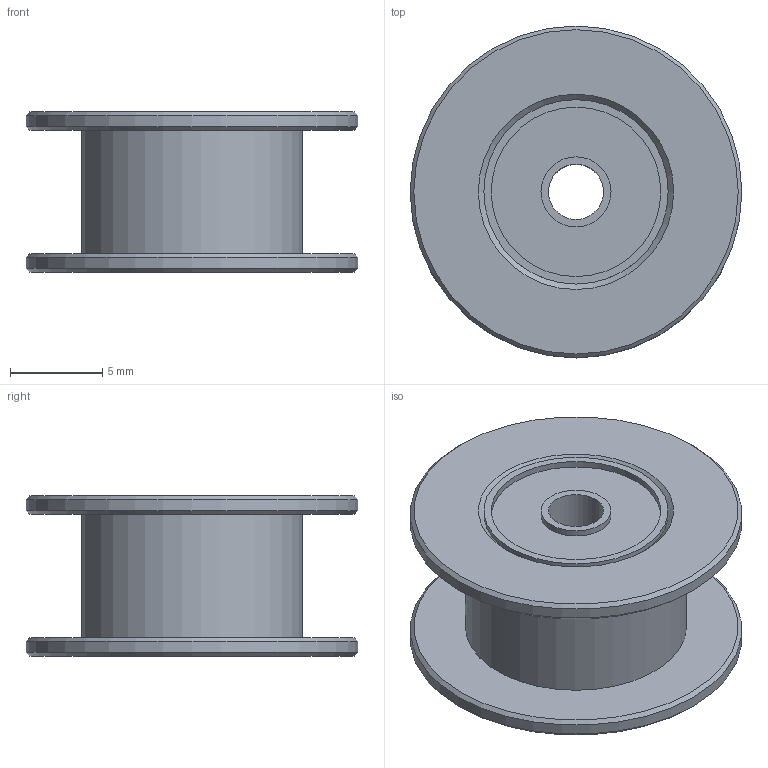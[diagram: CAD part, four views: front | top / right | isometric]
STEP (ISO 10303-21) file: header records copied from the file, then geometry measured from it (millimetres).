
FILE_DESCRIPTION(/* description */ (''),/* implementation_level */ '2;1');
FILE_NAME(/* name */ '2GT 5mm 0.stp',/* time_stamp */ '2020-11-19T20:14:29+03:00',/* author */ ('Max'),/* organization */ (''),/* preprocessor_version */ 'ST-DEVELOPER v16.5',/* originating_system */ 'Autodesk Inventor 2017',/* authorisation */ '');
FILE_SCHEMA (('AUTOMOTIVE_DESIGN { 1 0 10303 214 3 1 1 }'));
Length unit declared in the file: millimetre
Products named in the file (1): Шкив 2GT с \X2\043F043E0434
 5мм
Bounding box: 18 x 18 x 8.7 mm (x, y, z)
Volume: 1159.2 mm3; surface area: 1254 mm2
Topology: 1 solids, 1 shells, 26 faces, 42 edges, 26 vertices
Faces by surface type: plane 10, cylinder 10, cone 6
Full cylindrical faces by diameter (mm): 3 x1, 3.8 x2, 9.2 x2, 10 x2, 12 x1, 18 x2
Entity records: 579 total; most frequent: DIRECTION 106, CARTESIAN_POINT 79, AXIS2_PLACEMENT_3D 53, EDGE_LOOP 52, ORIENTED_EDGE 52, FACE_BOUND 26, FACE_OUTER_BOUND 26, CIRCLE 26
